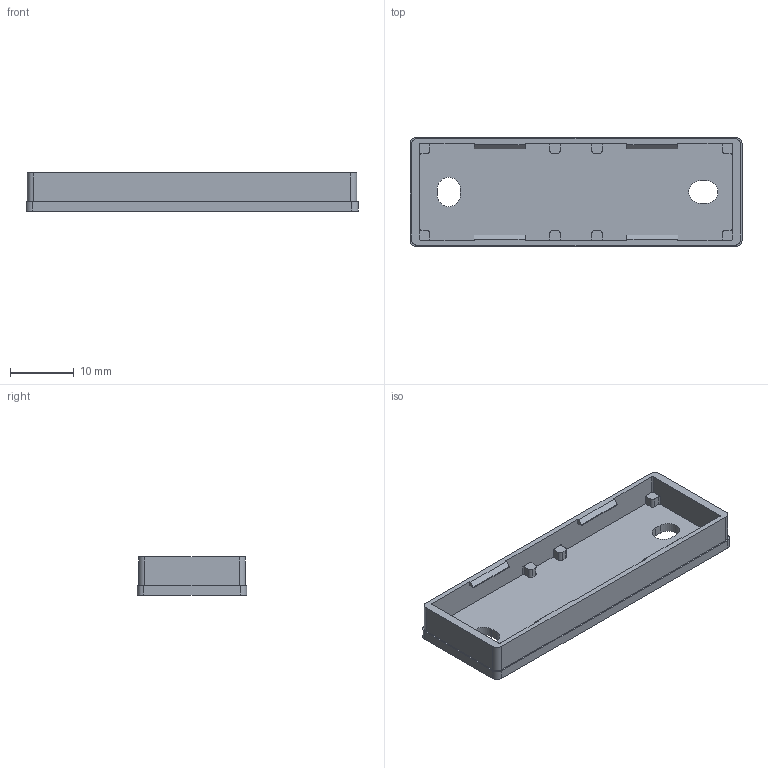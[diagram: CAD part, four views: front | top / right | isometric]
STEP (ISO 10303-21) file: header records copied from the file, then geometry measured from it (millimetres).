
FILE_DESCRIPTION(/* description */ (''),/* implementation_level */ '2;1');
FILE_NAME(/* name */ '3829_4_GSU_H_49_15.stp',/* time_stamp */ '2015-07-13T15:44:38+02:00',/* author */ (''),/* organization */ (''),/* preprocessor_version */ 'ST-DEVELOPER v15',/* originating_system */ 'SIEMENS PLM Software NX 8.5',/* authorisation */ '');
FILE_SCHEMA (('CONFIG_CONTROL_DESIGN'));
Length unit declared in the file: millimetre
Products named in the file (1): 3829_4_GSU_H_49_15
Bounding box: 52.2 x 17.2 x 6 mm (x, y, z)
Volume: 1894.8 mm3; surface area: 3229.4 mm2
Topology: 1 solids, 1 shells, 104 faces, 300 edges, 200 vertices
Faces by surface type: plane 68, cylinder 36
Entity records: 3508 total; most frequent: CARTESIAN_POINT 605, ORIENTED_EDGE 600, DIRECTION 582, EDGE_CURVE 300, LINE 228, VECTOR 228, VERTEX_POINT 200, AXIS2_PLACEMENT_3D 177
